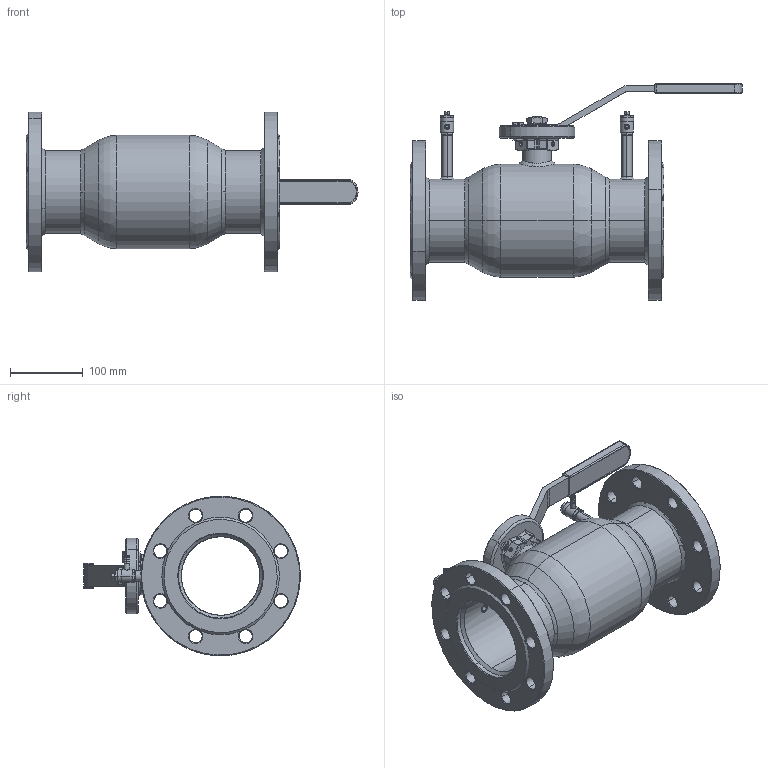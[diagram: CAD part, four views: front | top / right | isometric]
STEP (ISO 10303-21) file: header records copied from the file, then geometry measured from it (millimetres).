
FILE_DESCRIPTION (( 'STEP AP214' ), '1' );
FILE_NAME ('243100.STEP', '2011-03-03T06:23:02', ( 'CAD' ), ( 'Hewlett-Packard Company' ), 'SwSTEP 2.0', 'SolidWorks 2010', '' );
FILE_SCHEMA (( 'AUTOMOTIVE_DESIGN' ));
Length unit declared in the file: millimetre
Products named in the file (1): 243100
Bounding box: 457.5 x 298.65 x 219.79 mm (x, y, z)
Surface area: 470876 mm2 (no closed solid volume)
Topology: 0 solids, 61 shells, 595 faces, 2032 edges, 1447 vertices
Faces by surface type: cylinder 213, plane 202, cone 134, torus 28, bspline 14, sphere 4
Entity records: 35485 total; most frequent: CARTESIAN_POINT 11832, DIRECTION 3579, ORIENTED_EDGE 3173, EDGE_CURVE 2025, VERTEX_POINT 1447, AXIS2_PLACEMENT_3D 1315, LINE 949, VECTOR 949
